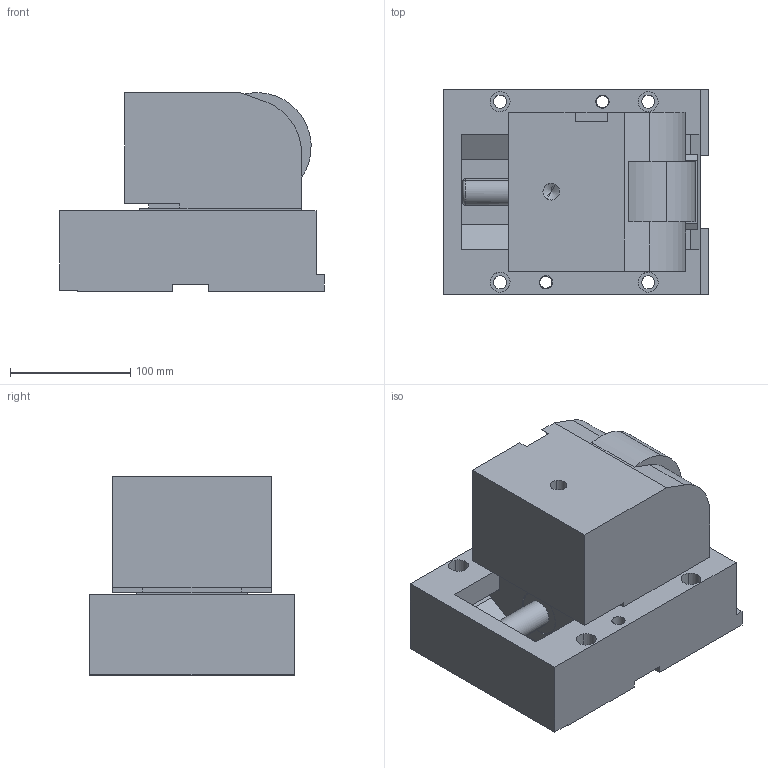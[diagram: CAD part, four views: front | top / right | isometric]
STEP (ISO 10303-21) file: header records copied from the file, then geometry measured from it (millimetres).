
FILE_DESCRIPTION(('CATIA V5 STEP Exchange'),'2;1');
FILE_NAME('CRCS-15000-50_1.stp','2015-05-04T15:07:12+00:00',('none'),('none'),'CATIA Version 5 Release 20 GA (IN-10)','CATIA V5 STEP AP203','none');
FILE_SCHEMA(('CONFIG_CONTROL_DESIGN'));
Length unit declared in the file: millimetre
Products named in the file (1): CRCS-15000-50_1
Bounding box: 220 x 170 x 165.06 mm (x, y, z)
Volume: 3839651.6 mm3; surface area: 347748.7 mm2
Topology: 5 solids, 21 shells, 247 faces, 564 edges, 362 vertices
Faces by surface type: plane 135, cylinder 81, cone 20, torus 11
Entity records: 6260 total; most frequent: ORIENTED_EDGE 1108, CARTESIAN_POINT 1076, DIRECTION 861, EDGE_CURVE 554, VERTEX_POINT 362, AXIS2_PLACEMENT_3D 355, VECTOR 353, LINE 353
